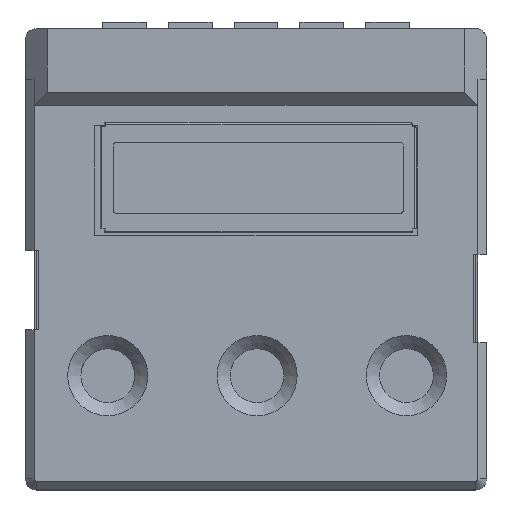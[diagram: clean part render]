
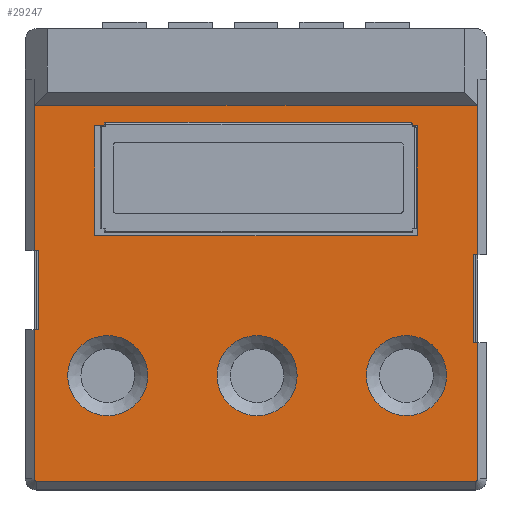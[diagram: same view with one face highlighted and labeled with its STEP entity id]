
A CAD part, top view. The second image highlights one B-rep face of the part: STEP entity #29247.
In plain terms, the highlighted planar face has unit normal (0, 0, 1).
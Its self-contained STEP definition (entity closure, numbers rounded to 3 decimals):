
#406=FACE_BOUND('',#10534,.T.);
#407=FACE_BOUND('',#10535,.T.);
#408=FACE_BOUND('',#10536,.T.);
#409=FACE_BOUND('',#10537,.T.);
#3327=LINE('',#46908,#6515);
#3331=LINE('',#46917,#6519);
#3335=LINE('',#46924,#6523);
#3370=LINE('',#47006,#6558);
#3411=LINE('',#47094,#6599);
#3412=LINE('',#47096,#6600);
#3413=LINE('',#47098,#6601);
#3414=LINE('',#47100,#6602);
#3415=LINE('',#47102,#6603);
#3416=LINE('',#47104,#6604);
#3417=LINE('',#47108,#6605);
#3418=LINE('',#47112,#6606);
#3419=LINE('',#47114,#6607);
#3420=LINE('',#47116,#6608);
#3421=LINE('',#47118,#6609);
#3422=LINE('',#47119,#6610);
#3423=LINE('',#47124,#6611);
#3424=LINE('',#47126,#6612);
#3425=LINE('',#47128,#6613);
#3426=LINE('',#47129,#6614);
#6515=VECTOR('',#38596,10.);
#6519=VECTOR('',#38602,10.);
#6523=VECTOR('',#38608,10.);
#6558=VECTOR('',#38659,10.);
#6599=VECTOR('',#38730,10.);
#6600=VECTOR('',#38731,10.);
#6601=VECTOR('',#38732,10.);
#6602=VECTOR('',#38733,10.);
#6603=VECTOR('',#38734,10.);
#6604=VECTOR('',#38735,10.);
#6605=VECTOR('',#38738,10.);
#6606=VECTOR('',#38741,10.);
#6607=VECTOR('',#38742,10.);
#6608=VECTOR('',#38743,10.);
#6609=VECTOR('',#38744,10.);
#6610=VECTOR('',#38745,10.);
#6611=VECTOR('',#38748,10.);
#6612=VECTOR('',#38749,10.);
#6613=VECTOR('',#38750,10.);
#6614=VECTOR('',#38751,10.);
#8680=FACE_OUTER_BOUND('',#10533,.T.);
#10533=EDGE_LOOP('',(#24711,#24712,#24713,#24714,#24715,#24716,#24717,#24718,
#24719,#24720,#24721,#24722,#24723,#24724,#24725,#24726,#24727,#24728));
#10534=EDGE_LOOP('',(#24729));
#10535=EDGE_LOOP('',(#24730,#24731,#24732,#24733));
#10536=EDGE_LOOP('',(#24734));
#10537=EDGE_LOOP('',(#24735));
#11424=CIRCLE('',#31635,9.125);
#11426=CIRCLE('',#31638,0.5);
#11427=CIRCLE('',#31639,0.5);
#11428=CIRCLE('',#31640,9.125);
#11429=CIRCLE('',#31641,9.125);
#13592=VERTEX_POINT('',#46906);
#13593=VERTEX_POINT('',#46907);
#13596=VERTEX_POINT('',#46915);
#13597=VERTEX_POINT('',#46916);
#13638=VERTEX_POINT('',#47005);
#13668=VERTEX_POINT('',#47087);
#13670=VERTEX_POINT('',#47093);
#13671=VERTEX_POINT('',#47095);
#13672=VERTEX_POINT('',#47097);
#13673=VERTEX_POINT('',#47099);
#13674=VERTEX_POINT('',#47101);
#13675=VERTEX_POINT('',#47103);
#13676=VERTEX_POINT('',#47105);
#13677=VERTEX_POINT('',#47107);
#13678=VERTEX_POINT('',#47109);
#13679=VERTEX_POINT('',#47111);
#13680=VERTEX_POINT('',#47113);
#13681=VERTEX_POINT('',#47115);
#13682=VERTEX_POINT('',#47117);
#13683=VERTEX_POINT('',#47120);
#13684=VERTEX_POINT('',#47122);
#13685=VERTEX_POINT('',#47123);
#13686=VERTEX_POINT('',#47125);
#13687=VERTEX_POINT('',#47127);
#13688=VERTEX_POINT('',#47130);
#17322=EDGE_CURVE('',#13592,#13593,#3327,.T.);
#17326=EDGE_CURVE('',#13596,#13597,#3331,.T.);
#17330=EDGE_CURVE('',#13593,#13596,#3335,.T.);
#17371=EDGE_CURVE('',#13638,#13592,#3370,.T.);
#17412=EDGE_CURVE('',#13668,#13668,#11424,.T.);
#17415=EDGE_CURVE('',#13597,#13670,#3411,.T.);
#17416=EDGE_CURVE('',#13671,#13670,#3412,.T.);
#17417=EDGE_CURVE('',#13671,#13672,#3413,.T.);
#17418=EDGE_CURVE('',#13672,#13673,#3414,.T.);
#17419=EDGE_CURVE('',#13673,#13674,#3415,.T.);
#17420=EDGE_CURVE('',#13675,#13674,#3416,.T.);
#17421=EDGE_CURVE('',#13676,#13675,#11426,.T.);
#17422=EDGE_CURVE('',#13677,#13676,#3417,.T.);
#17423=EDGE_CURVE('',#13678,#13677,#11427,.T.);
#17424=EDGE_CURVE('',#13679,#13678,#3418,.T.);
#17425=EDGE_CURVE('',#13679,#13680,#3419,.T.);
#17426=EDGE_CURVE('',#13680,#13681,#3420,.T.);
#17427=EDGE_CURVE('',#13681,#13682,#3421,.T.);
#17428=EDGE_CURVE('',#13638,#13682,#3422,.T.);
#17429=EDGE_CURVE('',#13683,#13683,#11428,.T.);
#17430=EDGE_CURVE('',#13684,#13685,#3423,.T.);
#17431=EDGE_CURVE('',#13685,#13686,#3424,.T.);
#17432=EDGE_CURVE('',#13686,#13687,#3425,.T.);
#17433=EDGE_CURVE('',#13687,#13684,#3426,.T.);
#17434=EDGE_CURVE('',#13688,#13688,#11429,.T.);
#24711=ORIENTED_EDGE('',*,*,#17326,.T.);
#24712=ORIENTED_EDGE('',*,*,#17415,.T.);
#24713=ORIENTED_EDGE('',*,*,#17416,.F.);
#24714=ORIENTED_EDGE('',*,*,#17417,.T.);
#24715=ORIENTED_EDGE('',*,*,#17418,.T.);
#24716=ORIENTED_EDGE('',*,*,#17419,.T.);
#24717=ORIENTED_EDGE('',*,*,#17420,.F.);
#24718=ORIENTED_EDGE('',*,*,#17421,.F.);
#24719=ORIENTED_EDGE('',*,*,#17422,.F.);
#24720=ORIENTED_EDGE('',*,*,#17423,.F.);
#24721=ORIENTED_EDGE('',*,*,#17424,.F.);
#24722=ORIENTED_EDGE('',*,*,#17425,.T.);
#24723=ORIENTED_EDGE('',*,*,#17426,.T.);
#24724=ORIENTED_EDGE('',*,*,#17427,.T.);
#24725=ORIENTED_EDGE('',*,*,#17428,.F.);
#24726=ORIENTED_EDGE('',*,*,#17371,.T.);
#24727=ORIENTED_EDGE('',*,*,#17322,.T.);
#24728=ORIENTED_EDGE('',*,*,#17330,.T.);
#24729=ORIENTED_EDGE('',*,*,#17429,.F.);
#24730=ORIENTED_EDGE('',*,*,#17430,.T.);
#24731=ORIENTED_EDGE('',*,*,#17431,.T.);
#24732=ORIENTED_EDGE('',*,*,#17432,.T.);
#24733=ORIENTED_EDGE('',*,*,#17433,.T.);
#24734=ORIENTED_EDGE('',*,*,#17434,.F.);
#24735=ORIENTED_EDGE('',*,*,#17412,.F.);
#26790=PLANE('',#31637);
#29247=ADVANCED_FACE('',(#8680,#406,#407,#408,#409),#26790,.T.);
#31635=AXIS2_PLACEMENT_3D('',#47088,#38723,#38724);
#31637=AXIS2_PLACEMENT_3D('',#47092,#38728,#38729);
#31638=AXIS2_PLACEMENT_3D('',#47106,#38736,#38737);
#31639=AXIS2_PLACEMENT_3D('',#47110,#38739,#38740);
#31640=AXIS2_PLACEMENT_3D('',#47121,#38746,#38747);
#31641=AXIS2_PLACEMENT_3D('',#47131,#38752,#38753);
#38596=DIRECTION('',(0.,-1.,0.));
#38602=DIRECTION('',(0.,1.,0.));
#38608=DIRECTION('',(-1.,0.,0.));
#38659=DIRECTION('',(-1.,0.,0.));
#38723=DIRECTION('center_axis',(0.,0.,1.));
#38724=DIRECTION('ref_axis',(-1.,0.,0.));
#38728=DIRECTION('center_axis',(0.,0.,1.));
#38729=DIRECTION('ref_axis',(1.,0.,0.));
#38730=DIRECTION('',(-1.,0.,0.));
#38731=DIRECTION('',(0.,1.,0.));
#38732=DIRECTION('',(1.,0.,0.));
#38733=DIRECTION('',(0.,-1.,0.));
#38734=DIRECTION('',(-1.,0.,0.));
#38735=DIRECTION('',(0.,1.,0.));
#38736=DIRECTION('center_axis',(0.,0.,-1.));
#38737=DIRECTION('ref_axis',(-1.,0.,0.));
#38738=DIRECTION('',(-1.,0.,0.));
#38739=DIRECTION('center_axis',(0.,0.,-1.));
#38740=DIRECTION('ref_axis',(0.,-1.,0.));
#38741=DIRECTION('',(0.,-1.,0.));
#38742=DIRECTION('',(-1.,0.,0.));
#38743=DIRECTION('',(0.,1.,0.));
#38744=DIRECTION('',(1.,0.,0.));
#38745=DIRECTION('',(0.,-1.,0.));
#38746=DIRECTION('center_axis',(0.,0.,1.));
#38747=DIRECTION('ref_axis',(-1.,0.,0.));
#38748=DIRECTION('',(0.,1.,0.));
#38749=DIRECTION('',(1.,0.,0.));
#38750=DIRECTION('',(0.,-1.,0.));
#38751=DIRECTION('',(-1.,0.,0.));
#38752=DIRECTION('center_axis',(0.,0.,1.));
#38753=DIRECTION('ref_axis',(-1.,0.,0.));
#46906=CARTESIAN_POINT('',(5.,41.,14.6));
#46907=CARTESIAN_POINT('',(5.,35.,14.6));
#46908=CARTESIAN_POINT('',(5.,17.625,14.6));
#46915=CARTESIAN_POINT('',(-5.,35.,14.6));
#46916=CARTESIAN_POINT('',(-5.,41.,14.6));
#46917=CARTESIAN_POINT('',(-5.,14.625,14.6));
#46924=CARTESIAN_POINT('',(2.5,35.,14.6));
#47005=CARTESIAN_POINT('',(50.5,41.,14.6));
#47006=CARTESIAN_POINT('',(-52.5,41.,14.6));
#47087=CARTESIAN_POINT('',(43.375,-26.5,14.6));
#47088=CARTESIAN_POINT('Origin',(34.25,-26.5,14.6));
#47092=CARTESIAN_POINT('Origin',(0.,-5.75,14.6));
#47093=CARTESIAN_POINT('',(-50.5,41.,14.6));
#47094=CARTESIAN_POINT('',(-52.5,41.,14.6));
#47095=CARTESIAN_POINT('',(-50.5,2.,14.6));
#47096=CARTESIAN_POINT('',(-50.5,17.625,14.6));
#47097=CARTESIAN_POINT('',(-49.5,2.,14.6));
#47098=CARTESIAN_POINT('',(-24.75,2.,14.6));
#47099=CARTESIAN_POINT('',(-49.5,-16.,14.6));
#47100=CARTESIAN_POINT('',(-49.5,-10.875,14.6));
#47101=CARTESIAN_POINT('',(-50.5,-16.,14.6));
#47102=CARTESIAN_POINT('',(-25.25,-16.,14.6));
#47103=CARTESIAN_POINT('',(-50.5,-50.,14.6));
#47104=CARTESIAN_POINT('',(-50.5,17.625,14.6));
#47105=CARTESIAN_POINT('',(-50.,-50.5,14.6));
#47106=CARTESIAN_POINT('Origin',(-50.,-50.,14.6));
#47107=CARTESIAN_POINT('',(50.,-50.5,14.6));
#47108=CARTESIAN_POINT('',(-25.,-50.5,14.6));
#47109=CARTESIAN_POINT('',(50.5,-50.,14.6));
#47110=CARTESIAN_POINT('Origin',(50.,-50.,14.6));
#47111=CARTESIAN_POINT('',(50.5,-19.,14.6));
#47112=CARTESIAN_POINT('',(50.5,-27.875,14.6));
#47113=CARTESIAN_POINT('',(49.5,-19.,14.6));
#47114=CARTESIAN_POINT('',(24.75,-19.,14.6));
#47115=CARTESIAN_POINT('',(49.5,1.,14.6));
#47116=CARTESIAN_POINT('',(49.5,-2.375,14.6));
#47117=CARTESIAN_POINT('',(50.5,1.,14.6));
#47118=CARTESIAN_POINT('',(25.25,1.,14.6));
#47119=CARTESIAN_POINT('',(50.5,-27.875,14.6));
#47120=CARTESIAN_POINT('',(9.375,-26.5,14.6));
#47121=CARTESIAN_POINT('Origin',(0.25,-26.5,14.6));
#47122=CARTESIAN_POINT('',(-36.75,5.4,14.6));
#47123=CARTESIAN_POINT('',(-36.75,30.4,14.6));
#47124=CARTESIAN_POINT('',(-36.75,-0.175,14.6));
#47125=CARTESIAN_POINT('',(36.75,30.4,14.6));
#47126=CARTESIAN_POINT('',(-18.375,30.4,14.6));
#47127=CARTESIAN_POINT('',(36.75,5.4,14.6));
#47128=CARTESIAN_POINT('',(36.75,12.325,14.6));
#47129=CARTESIAN_POINT('',(18.375,5.4,14.6));
#47130=CARTESIAN_POINT('',(-24.625,-26.5,14.6));
#47131=CARTESIAN_POINT('Origin',(-33.75,-26.5,14.6));
